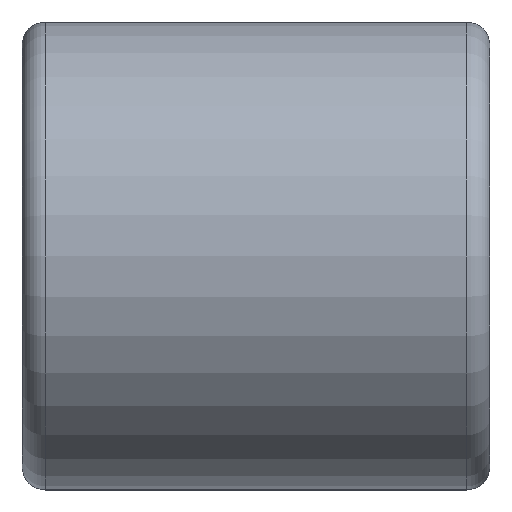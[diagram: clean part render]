
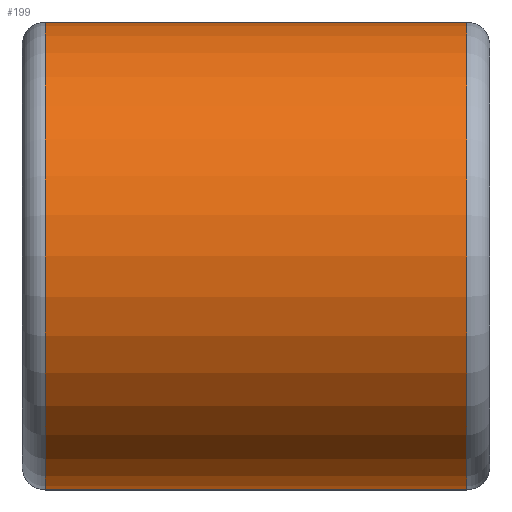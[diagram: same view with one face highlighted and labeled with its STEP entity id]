
A CAD part, left-side view. The second image highlights one B-rep face of the part: STEP entity #199.
In plain terms, the highlighted cylindrical face has radius 2 mm (diameter 4 mm), a partial arc.
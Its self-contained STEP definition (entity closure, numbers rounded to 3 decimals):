
#25=FACE_OUTER_BOUND('',#39,.T.);
#39=EDGE_LOOP('',(#143,#144,#145,#146));
#53=CIRCLE('',#233,2.);
#54=CIRCLE('',#234,2.);
#70=LINE('',#346,#82);
#72=LINE('',#352,#84);
#82=VECTOR('',#271,1000.);
#84=VECTOR('',#277,1000.);
#95=VERTEX_POINT('',#343);
#96=VERTEX_POINT('',#345);
#97=VERTEX_POINT('',#349);
#98=VERTEX_POINT('',#351);
#112=EDGE_CURVE('',#96,#95,#70,.T.);
#114=EDGE_CURVE('',#95,#97,#53,.T.);
#115=EDGE_CURVE('',#98,#97,#72,.T.);
#116=EDGE_CURVE('',#98,#96,#54,.T.);
#143=ORIENTED_EDGE('',*,*,#112,.T.);
#144=ORIENTED_EDGE('',*,*,#114,.T.);
#145=ORIENTED_EDGE('',*,*,#115,.F.);
#146=ORIENTED_EDGE('',*,*,#116,.T.);
#192=CYLINDRICAL_SURFACE('',#232,2.);
#199=ADVANCED_FACE('',(#25),#192,.T.);
#232=AXIS2_PLACEMENT_3D('',#348,#273,#274);
#233=AXIS2_PLACEMENT_3D('',#350,#275,#276);
#234=AXIS2_PLACEMENT_3D('',#353,#278,#279);
#271=DIRECTION('',(0.,-1.,0.));
#273=DIRECTION('center_axis',(0.,-1.,0.));
#274=DIRECTION('ref_axis',(0.,0.,-1.));
#275=DIRECTION('center_axis',(0.,1.,0.));
#276=DIRECTION('ref_axis',(0.,0.,-1.));
#277=DIRECTION('',(0.,-1.,0.));
#278=DIRECTION('center_axis',(0.,-1.,0.));
#279=DIRECTION('ref_axis',(0.,0.,-1.));
#343=CARTESIAN_POINT('',(-40.512,11.082,0.072));
#345=CARTESIAN_POINT('',(-40.512,14.682,0.072));
#346=CARTESIAN_POINT('',(-40.512,14.882,0.072));
#348=CARTESIAN_POINT('Origin',(-40.512,14.882,2.072));
#349=CARTESIAN_POINT('',(-40.512,11.082,4.072));
#350=CARTESIAN_POINT('Origin',(-40.512,11.082,2.072));
#351=CARTESIAN_POINT('',(-40.512,14.682,4.072));
#352=CARTESIAN_POINT('',(-40.512,14.882,4.072));
#353=CARTESIAN_POINT('Origin',(-40.512,14.682,2.072));
